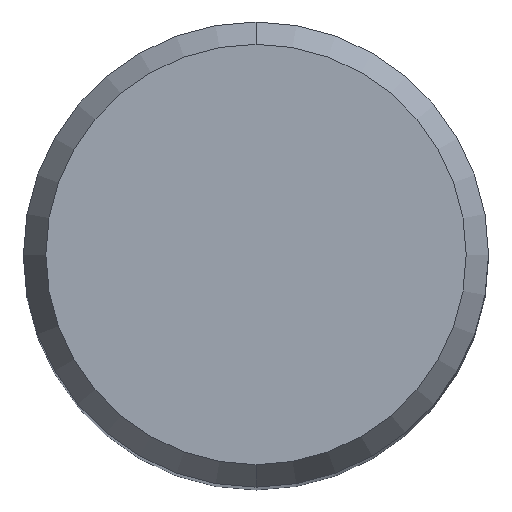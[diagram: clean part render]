
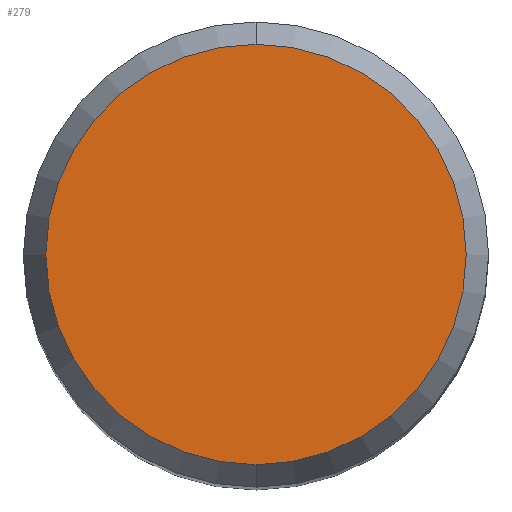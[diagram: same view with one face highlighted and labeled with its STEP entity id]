
A CAD part, top view. The second image highlights one B-rep face of the part: STEP entity #279.
In plain terms, the highlighted planar face has unit normal (0, 0, 1).
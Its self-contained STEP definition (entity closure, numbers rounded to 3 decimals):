
#279=ADVANCED_FACE('',(#580),#581,.T.);
#343=VERTEX_POINT('',#654);
#359=VERTEX_POINT('',#673);
#361=EDGE_CURVE('',#359,#343,#675,.T.);
#439=EDGE_CURVE('',#343,#359,#758,.T.);
#580=FACE_OUTER_BOUND('',#1067,.T.);
#581=PLANE('',#1068);
#654=CARTESIAN_POINT('',(0.,-5.423,0.0));
#673=CARTESIAN_POINT('',(0.0,5.423,0.0));
#675=CIRCLE('',#1250,5.423);
#758=CIRCLE('',#1441,5.423);
#1067=EDGE_LOOP('',(#1559,#1560));
#1068=AXIS2_PLACEMENT_3D('',#1561,#1562,#1563);
#1250=AXIS2_PLACEMENT_3D('',#1706,#1707,#1708);
#1441=AXIS2_PLACEMENT_3D('',#1776,#1777,#1778);
#1559=ORIENTED_EDGE('',*,*,#361,.F.);
#1560=ORIENTED_EDGE('',*,*,#439,.F.);
#1561=CARTESIAN_POINT('',(0.0,2.711,0.0));
#1562=DIRECTION('',(-0.0,0.0,1.0));
#1563=DIRECTION('',(0.0,-1.0,0.0));
#1706=CARTESIAN_POINT('',(0.0,0.0,0.0));
#1707=DIRECTION('',(0.0,0.0,-1.0));
#1708=DIRECTION('',(0.0,1.0,0.0));
#1776=CARTESIAN_POINT('',(0.0,0.0,0.0));
#1777=DIRECTION('',(0.0,0.0,-1.0));
#1778=DIRECTION('',(0.0,1.0,0.0));
